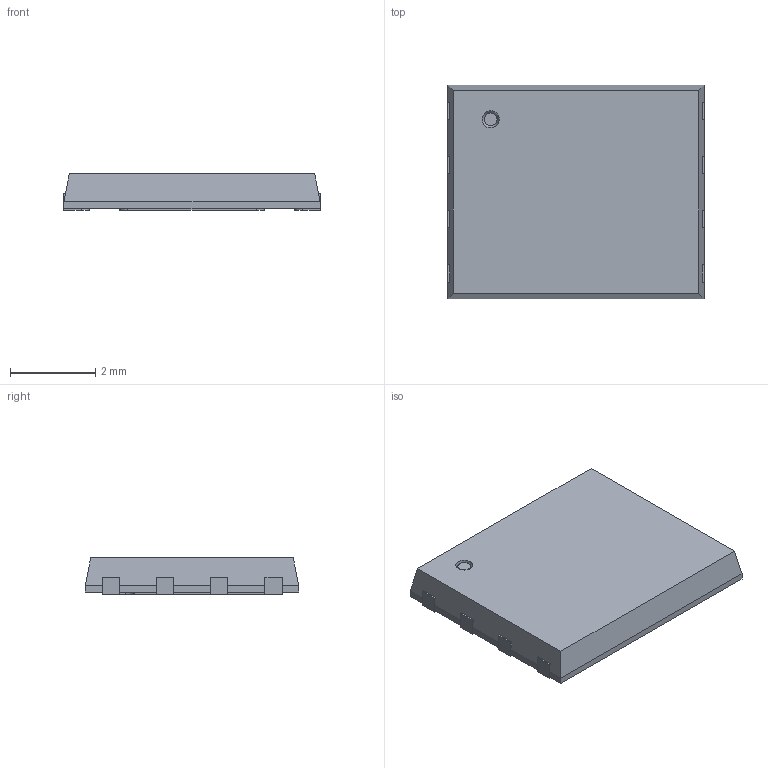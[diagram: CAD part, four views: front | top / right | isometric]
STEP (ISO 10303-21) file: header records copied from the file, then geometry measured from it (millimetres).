
FILE_DESCRIPTION (( 'STEP AP214' ), '1' );
FILE_NAME ('User Library-vdfn8-bbb.STEP', '2020-11-16T12:45:02', ( '' ), ( '' ), 'SwSTEP 2.0', 'SolidWorks 2020', '' );
FILE_SCHEMA (( 'AUTOMOTIVE_DESIGN' ));
Length unit declared in the file: millimetre
Products named in the file (12): component1_solid1_8; component1_solid1_4; User Library-vdfn8-bbb; component1_solid1; component1_solid1_11; component1_solid1_9; component1_solid1_6; component1_solid1_5; component1_solid1_10; component1_solid1_2; component1_solid1_3; component1_solid1_7
Assembly tree (11 placements, depth 2):
  User Library-vdfn8-bbb
    component1_solid1
    component1_solid1_2
    component1_solid1_3
    component1_solid1_4
    component1_solid1_5
    component1_solid1_6
    component1_solid1_7
    component1_solid1_8
    component1_solid1_9
    component1_solid1_10
    component1_solid1_11
Bounding box: 6 x 5 x 0.85 mm (x, y, z)
Volume: 26 mm3; surface area: 118.6 mm2
Topology: 11 solids, 11 shells, 133 faces, 329 edges, 218 vertices
Faces by surface type: plane 92, cylinder 40, bspline 1
Entity records: 5968 total; most frequent: CARTESIAN_POINT 779, DIRECTION 697, ORIENTED_EDGE 654, EDGE_CURVE 327, LINE 243, VECTOR 243, AXIS2_PLACEMENT_3D 227, VERTEX_POINT 218
